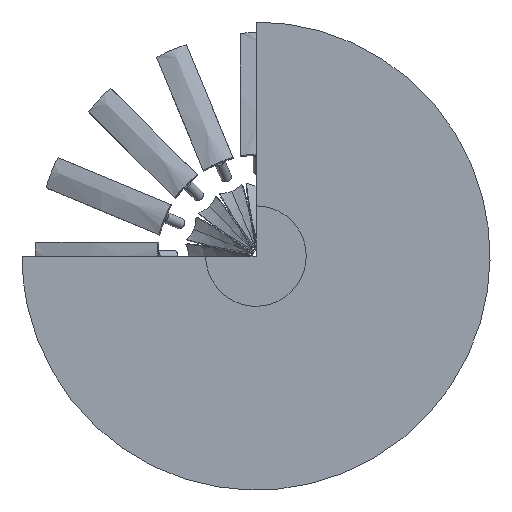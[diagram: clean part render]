
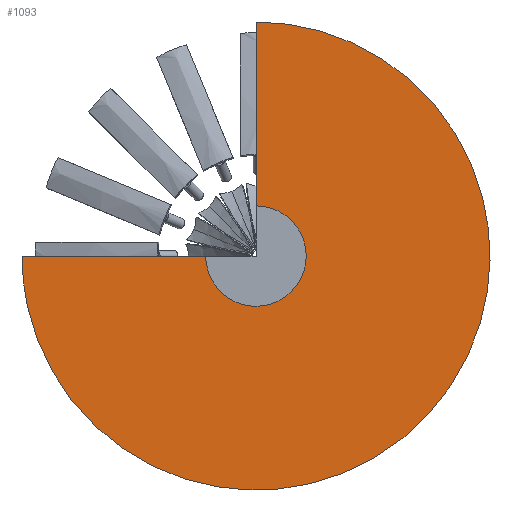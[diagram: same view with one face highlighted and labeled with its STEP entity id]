
A CAD part, left-side view. The second image highlights one B-rep face of the part: STEP entity #1093.
In plain terms, the highlighted free-form (B-spline) face has degree [1, 1] with [2, 2] control points.
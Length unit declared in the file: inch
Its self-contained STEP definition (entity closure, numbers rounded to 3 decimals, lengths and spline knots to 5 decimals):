
#840=CARTESIAN_POINT('V4',(124.76046,110.0049,
   0.0));
#841=VERTEX_POINT('V4',#840);
#847=CARTESIAN_POINT('V6',(124.76046,23.54207,
   0.0));
#848=VERTEX_POINT('V6',#847);
#849=CARTESIAN_POINT('E3',(124.76046,110.0049,
   0.0));
#850=CARTESIAN_POINT('E3',(124.76046,23.54207,
   0.0));
#851=QUASI_UNIFORM_CURVE('E3',1,(#849,#850),.POLYLINE_FORM.,.F.,.U.
   );
#852=EDGE_CURVE('E3',#841,#848,#851,.T.);
#965=CARTESIAN_POINT('V7',(124.76046,-0.07998,
   23.62205));
#966=VERTEX_POINT('V7',#965);
#972=CARTESIAN_POINT('V5',(124.76046,-0.07998,
   110.08489));
#973=VERTEX_POINT('V5',#972);
#974=CARTESIAN_POINT('E20',(124.76046,-0.07998,
   23.62205));
#975=CARTESIAN_POINT('E20',(124.76046,-0.07998,
   110.08489));
#976=QUASI_UNIFORM_CURVE('E20',1,(#974,#975),.POLYLINE_FORM.,.F.,.U.
   );
#977=EDGE_CURVE('E20',#966,#973,#976,.T.);
#1046=CARTESIAN_POINT('E25',(124.76046,-0.07998,
   110.08489));
#1047=CARTESIAN_POINT('E25',(124.76046,
   -110.16487,110.08489));
#1048=CARTESIAN_POINT('E25',(124.76046,
   -110.16487,0.));
#1049=CARTESIAN_POINT('E25',(124.76046,
   -110.16487,-110.08489));
#1050=CARTESIAN_POINT('E25',(124.76046,-0.07998,
   -110.08489));
#1051=CARTESIAN_POINT('E25',(124.76046,110.0049,
   -110.08489));
#1052=CARTESIAN_POINT('E25',(124.76046,110.0049,
   0.0));
#1060=(BOUNDED_CURVE()B_SPLINE_CURVE(2,(#1046,#1047,#1048,#1049,
   #1050,#1051,#1052),.CIRCULAR_ARC.,.F.,.U.)
   B_SPLINE_CURVE_WITH_KNOTS((3,2,2,3),(0.0,3.60794,
   7.21589,10.82383),.UNSPECIFIED.)CURVE()
   GEOMETRIC_REPRESENTATION_ITEM()RATIONAL_B_SPLINE_CURVE((1.0,
   0.707,1.0,0.707,1.0,0.707,1.0)
   )REPRESENTATION_ITEM('E25'));
#1061=EDGE_CURVE('E25',#973,#841,#1060,.T.);
#1066=CARTESIAN_POINT('F5',(124.76046,-137.264,
   -106.69868));
#1067=CARTESIAN_POINT('F5',(124.76046,-108.47228,
   123.63511));
#1068=CARTESIAN_POINT('F5',(124.76046,106.6187,
   -137.18402));
#1069=CARTESIAN_POINT('F5',(124.76046,135.41043,
   93.14977));
#1070=QUASI_UNIFORM_SURFACE('F5',1,1,((#1066,#1068),(#1067,#1069)),
   .PLANE_SURF.,.F.,.F.,.U.);
#1071=ORIENTED_EDGE('E3',*,*,#852,.F.);
#1072=ORIENTED_EDGE('F4',*,*,#1061,.F.);
#1073=ORIENTED_EDGE('E20',*,*,#977,.F.);
#1074=CARTESIAN_POINT('E26',(124.76046,-0.07998,
   23.62205));
#1075=CARTESIAN_POINT('E26',(124.76046,-23.70203,
   23.62205));
#1076=CARTESIAN_POINT('E26',(124.76046,-23.70203,
   0.));
#1077=CARTESIAN_POINT('E26',(124.76046,-23.70203,
   -23.62205));
#1078=CARTESIAN_POINT('E26',(124.76046,-0.07998,
   -23.62205));
#1079=CARTESIAN_POINT('E26',(124.76046,23.54207,
   -23.62205));
#1080=CARTESIAN_POINT('E26',(124.76046,23.54207,
   0.0));
#1088=(BOUNDED_CURVE()B_SPLINE_CURVE(2,(#1074,#1075,#1076,#1077,
   #1078,#1079,#1080),.CIRCULAR_ARC.,.F.,.U.)
   B_SPLINE_CURVE_WITH_KNOTS((3,2,2,3),(0.0,0.33333,
   0.66667,1.0),.UNSPECIFIED.)CURVE()
   GEOMETRIC_REPRESENTATION_ITEM()RATIONAL_B_SPLINE_CURVE((1.0,
   0.707,1.0,0.707,1.0,0.707,1.0)
   )REPRESENTATION_ITEM('E26'));
#1089=EDGE_CURVE('E26',#966,#848,#1088,.T.);
#1090=ORIENTED_EDGE('E26',*,*,#1089,.T.);
#1091=EDGE_LOOP('F5',(#1071,#1072,#1073,#1090));
#1092=FACE_OUTER_BOUND('F5',#1091,.T.);
#1093=ADVANCED_FACE('F5',(#1092),#1070,.T.);
